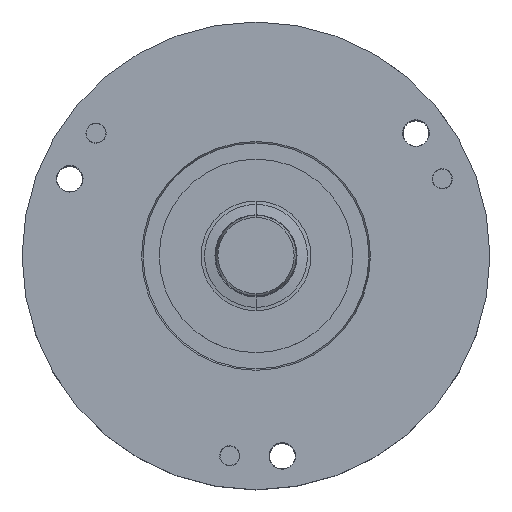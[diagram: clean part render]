
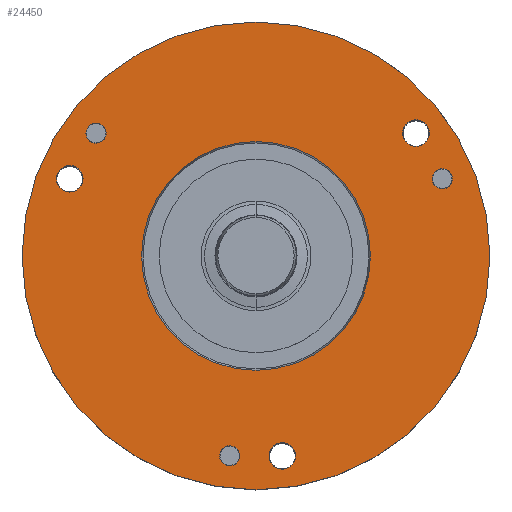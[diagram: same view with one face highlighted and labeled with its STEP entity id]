
A CAD part, top view. The second image highlights one B-rep face of the part: STEP entity #24450.
In plain terms, the highlighted planar face has unit normal (0, 0, 1).
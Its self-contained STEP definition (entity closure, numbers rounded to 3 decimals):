
#4003=CARTESIAN_POINT('',(0.,0.,25.));
#4004=DIRECTION('',(0.,0.,1.));
#4005=DIRECTION('',(1.,0.,0.));
#4006=AXIS2_PLACEMENT_3D('',#4003,#4004,#4005);
#4008=CARTESIAN_POINT('',(0.,0.,25.));
#4009=DIRECTION('',(0.,0.,1.));
#4010=DIRECTION('',(-1.,0.,0.));
#4011=AXIS2_PLACEMENT_3D('',#4008,#4009,#4010);
#4013=CARTESIAN_POINT('',(-19.834,15.219,25.));
#4014=DIRECTION('',(0.,0.,-1.));
#4015=DIRECTION('',(-0.793,0.609,0.));
#4016=AXIS2_PLACEMENT_3D('',#4013,#4014,#4015);
#4018=CARTESIAN_POINT('',(-19.834,15.219,25.));
#4019=DIRECTION('',(0.,0.,-1.));
#4020=DIRECTION('',(0.793,-0.609,0.));
#4021=AXIS2_PLACEMENT_3D('',#4018,#4019,#4020);
#4023=CARTESIAN_POINT('',(-3.263,-24.786,25.));
#4024=DIRECTION('',(0.,0.,-1.));
#4025=DIRECTION('',(-0.131,-0.991,0.));
#4026=AXIS2_PLACEMENT_3D('',#4023,#4024,#4025);
#4028=CARTESIAN_POINT('',(-3.263,-24.786,25.));
#4029=DIRECTION('',(0.,0.,-1.));
#4030=DIRECTION('',(0.131,0.991,0.));
#4031=AXIS2_PLACEMENT_3D('',#4028,#4029,#4030);
#4033=CARTESIAN_POINT('',(23.097,9.567,25.));
#4034=DIRECTION('',(0.,0.,-1.));
#4035=DIRECTION('',(0.924,0.383,0.));
#4036=AXIS2_PLACEMENT_3D('',#4033,#4034,#4035);
#4038=CARTESIAN_POINT('',(23.097,9.567,25.));
#4039=DIRECTION('',(0.,0.,-1.));
#4040=DIRECTION('',(-0.924,-0.383,0.));
#4041=AXIS2_PLACEMENT_3D('',#4038,#4039,#4040);
#4043=CARTESIAN_POINT('',(3.263,-24.786,25.));
#4044=DIRECTION('',(0.,0.,1.));
#4045=DIRECTION('',(0.,-1.,0.));
#4046=AXIS2_PLACEMENT_3D('',#4043,#4044,#4045);
#4048=CARTESIAN_POINT('',(3.263,-24.786,25.));
#4049=DIRECTION('',(0.,0.,1.));
#4050=DIRECTION('',(0.,1.,0.));
#4051=AXIS2_PLACEMENT_3D('',#4048,#4049,#4050);
#4053=CARTESIAN_POINT('',(19.834,15.219,25.));
#4054=DIRECTION('',(0.,0.,1.));
#4055=DIRECTION('',(0.,-1.,0.));
#4056=AXIS2_PLACEMENT_3D('',#4053,#4054,#4055);
#4058=CARTESIAN_POINT('',(19.834,15.219,25.));
#4059=DIRECTION('',(0.,0.,1.));
#4060=DIRECTION('',(0.,1.,0.));
#4061=AXIS2_PLACEMENT_3D('',#4058,#4059,#4060);
#4063=CARTESIAN_POINT('',(-23.097,9.567,25.));
#4064=DIRECTION('',(0.,0.,1.));
#4065=DIRECTION('',(0.,-1.,0.));
#4066=AXIS2_PLACEMENT_3D('',#4063,#4064,#4065);
#4068=CARTESIAN_POINT('',(-23.097,9.567,25.));
#4069=DIRECTION('',(0.,0.,1.));
#4070=DIRECTION('',(0.,1.,0.));
#4071=AXIS2_PLACEMENT_3D('',#4068,#4069,#4070);
#4082=CARTESIAN_POINT('',(0.,0.,25.));
#4083=DIRECTION('',(0.,0.,-1.));
#4084=DIRECTION('',(-1.,0.,0.));
#4085=AXIS2_PLACEMENT_3D('',#4082,#4083,#4084);
#4111=CARTESIAN_POINT('',(0.,0.,25.));
#4112=DIRECTION('',(0.,0.,-1.));
#4113=DIRECTION('',(1.,0.,0.));
#4114=AXIS2_PLACEMENT_3D('',#4111,#4112,#4113);
#19279=CARTESIAN_POINT('',(29.,0.,25.));
#19280=CARTESIAN_POINT('',(-29.,0.,25.));
#19281=VERTEX_POINT('',#19279);
#19282=VERTEX_POINT('',#19280);
#19359=CARTESIAN_POINT('',(-20.826,15.98,25.));
#19360=CARTESIAN_POINT('',(-18.842,14.458,25.));
#19361=VERTEX_POINT('',#19359);
#19362=VERTEX_POINT('',#19360);
#19363=CARTESIAN_POINT('',(-3.426,-26.025,25.));
#19364=CARTESIAN_POINT('',(-3.1,-23.547,25.));
#19365=VERTEX_POINT('',#19363);
#19366=VERTEX_POINT('',#19364);
#19367=CARTESIAN_POINT('',(24.252,10.045,25.));
#19368=CARTESIAN_POINT('',(21.942,9.089,25.));
#19369=VERTEX_POINT('',#19367);
#19370=VERTEX_POINT('',#19368);
#19469=CARTESIAN_POINT('',(14.188,0.,25.));
#19470=CARTESIAN_POINT('',(-14.188,0.,25.));
#19471=VERTEX_POINT('',#19469);
#19472=VERTEX_POINT('',#19470);
#19653=CARTESIAN_POINT('',(3.263,-26.436,25.));
#19654=CARTESIAN_POINT('',(3.263,-23.136,25.));
#19655=VERTEX_POINT('',#19653);
#19656=VERTEX_POINT('',#19654);
#19661=CARTESIAN_POINT('',(19.834,13.569,25.));
#19662=CARTESIAN_POINT('',(19.834,16.869,25.));
#19663=VERTEX_POINT('',#19661);
#19664=VERTEX_POINT('',#19662);
#19669=CARTESIAN_POINT('',(-23.097,7.917,25.));
#19670=CARTESIAN_POINT('',(-23.097,11.217,25.));
#19671=VERTEX_POINT('',#19669);
#19672=VERTEX_POINT('',#19670);
#24399=CARTESIAN_POINT('',(0.,0.,25.));
#24400=DIRECTION('',(0.,0.,1.));
#24401=DIRECTION('',(1.,0.,0.));
#24402=AXIS2_PLACEMENT_3D('',#24399,#24400,#24401);
#24403=PLANE('',#24402);
#24404=ORIENTED_EDGE('',*,*,#24379,.F.);
#24405=ORIENTED_EDGE('',*,*,#24393,.F.);
#24406=EDGE_LOOP('',(#24404,#24405));
#24407=FACE_OUTER_BOUND('',#24406,.F.);
#24409=ORIENTED_EDGE('',*,*,#24408,.F.);
#24411=ORIENTED_EDGE('',*,*,#24410,.F.);
#24412=EDGE_LOOP('',(#24409,#24411));
#24413=FACE_BOUND('',#24412,.F.);
#24415=ORIENTED_EDGE('',*,*,#24414,.F.);
#24417=ORIENTED_EDGE('',*,*,#24416,.F.);
#24418=EDGE_LOOP('',(#24415,#24417));
#24419=FACE_BOUND('',#24418,.F.);
#24421=ORIENTED_EDGE('',*,*,#24420,.F.);
#24423=ORIENTED_EDGE('',*,*,#24422,.F.);
#24424=EDGE_LOOP('',(#24421,#24423));
#24425=FACE_BOUND('',#24424,.F.);
#24427=ORIENTED_EDGE('',*,*,#24426,.F.);
#24429=ORIENTED_EDGE('',*,*,#24428,.F.);
#24430=EDGE_LOOP('',(#24427,#24429));
#24431=FACE_BOUND('',#24430,.F.);
#24433=ORIENTED_EDGE('',*,*,#24432,.T.);
#24435=ORIENTED_EDGE('',*,*,#24434,.T.);
#24436=EDGE_LOOP('',(#24433,#24435));
#24437=FACE_BOUND('',#24436,.F.);
#24439=ORIENTED_EDGE('',*,*,#24438,.T.);
#24441=ORIENTED_EDGE('',*,*,#24440,.T.);
#24442=EDGE_LOOP('',(#24439,#24441));
#24443=FACE_BOUND('',#24442,.F.);
#24445=ORIENTED_EDGE('',*,*,#24444,.T.);
#24447=ORIENTED_EDGE('',*,*,#24446,.T.);
#24448=EDGE_LOOP('',(#24445,#24447));
#24449=FACE_BOUND('',#24448,.F.);
#4007=CIRCLE('',#4006,29.);
#4012=CIRCLE('',#4011,29.);
#4017=CIRCLE('',#4016,1.25);
#4022=CIRCLE('',#4021,1.25);
#4027=CIRCLE('',#4026,1.25);
#4032=CIRCLE('',#4031,1.25);
#4037=CIRCLE('',#4036,1.25);
#4042=CIRCLE('',#4041,1.25);
#4047=CIRCLE('',#4046,1.65);
#4052=CIRCLE('',#4051,1.65);
#4057=CIRCLE('',#4056,1.65);
#4062=CIRCLE('',#4061,1.65);
#4067=CIRCLE('',#4066,1.65);
#4072=CIRCLE('',#4071,1.65);
#4086=CIRCLE('',#4085,14.188);
#4115=CIRCLE('',#4114,14.188);
#24379=EDGE_CURVE('',#19281,#19282,#4007,.T.);
#24393=EDGE_CURVE('',#19282,#19281,#4012,.T.);
#24408=EDGE_CURVE('',#19472,#19471,#4086,.T.);
#24410=EDGE_CURVE('',#19471,#19472,#4115,.T.);
#24414=EDGE_CURVE('',#19361,#19362,#4017,.T.);
#24416=EDGE_CURVE('',#19362,#19361,#4022,.T.);
#24420=EDGE_CURVE('',#19365,#19366,#4027,.T.);
#24422=EDGE_CURVE('',#19366,#19365,#4032,.T.);
#24426=EDGE_CURVE('',#19369,#19370,#4037,.T.);
#24428=EDGE_CURVE('',#19370,#19369,#4042,.T.);
#24432=EDGE_CURVE('',#19655,#19656,#4047,.T.);
#24434=EDGE_CURVE('',#19656,#19655,#4052,.T.);
#24438=EDGE_CURVE('',#19663,#19664,#4057,.T.);
#24440=EDGE_CURVE('',#19664,#19663,#4062,.T.);
#24444=EDGE_CURVE('',#19671,#19672,#4067,.T.);
#24446=EDGE_CURVE('',#19672,#19671,#4072,.T.);
#24450=ADVANCED_FACE('',(#24407,#24413,#24419,#24425,#24431,#24437,#24443,
#24449),#24403,.T.);
